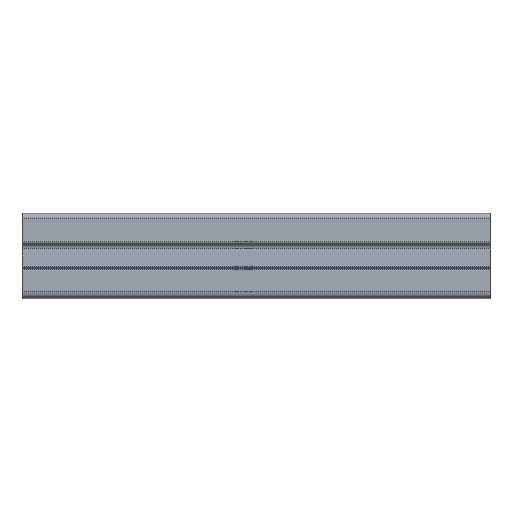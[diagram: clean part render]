
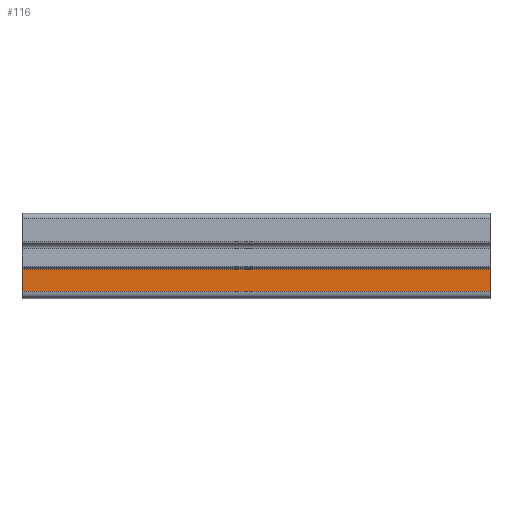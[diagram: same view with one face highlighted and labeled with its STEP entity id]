
A CAD part, left-side view. The second image highlights one B-rep face of the part: STEP entity #116.
In plain terms, the highlighted planar face has unit normal (-1, 0, 0.026).
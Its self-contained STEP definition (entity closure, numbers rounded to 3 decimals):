
#116 = ADVANCED_FACE( '', ( #248 ), #249, .F. );
#248 = FACE_OUTER_BOUND( '', #393, .T. );
#249 = PLANE( '', #394 );
#393 = EDGE_LOOP( '', ( #727, #728, #729, #730 ) );
#394 = AXIS2_PLACEMENT_3D( '', #731, #732, #733 );
#727 = ORIENTED_EDGE( '', *, *, #935, .T. );
#728 = ORIENTED_EDGE( '', *, *, #1054, .F. );
#729 = ORIENTED_EDGE( '', *, *, #1044, .F. );
#730 = ORIENTED_EDGE( '', *, *, #1055, .T. );
#731 = CARTESIAN_POINT( '', ( -3.776, 100., -2.816 ) );
#732 = DIRECTION( '', ( 1., 0., -0.026 ) );
#733 = DIRECTION( '', ( -0.026, 0., -1. ) );
#935 = EDGE_CURVE( '', #1135, #1133, #1136, .T. );
#1044 = EDGE_CURVE( '', #1305, #1307, #1308, .T. );
#1054 = EDGE_CURVE( '', #1307, #1133, #1320, .T. );
#1055 = EDGE_CURVE( '', #1305, #1135, #1321, .T. );
#1133 = VERTEX_POINT( '', #1411 );
#1135 = VERTEX_POINT( '', #1413 );
#1136 = LINE( '', #1414, #1415 );
#1305 = VERTEX_POINT( '', #1637 );
#1307 = VERTEX_POINT( '', #1639 );
#1308 = LINE( '', #1640, #1641 );
#1320 = LINE( '', #1658, #1659 );
#1321 = LINE( '', #1660, #1661 );
#1411 = CARTESIAN_POINT( '', ( -3.776, 0., -2.816 ) );
#1413 = CARTESIAN_POINT( '', ( -3.899, 0., -7.549 ) );
#1414 = CARTESIAN_POINT( '', ( -3.776, 0., -2.816 ) );
#1415 = VECTOR( '', #1746, 1000. );
#1637 = CARTESIAN_POINT( '', ( -3.899, 100., -7.549 ) );
#1639 = CARTESIAN_POINT( '', ( -3.776, 100., -2.816 ) );
#1640 = CARTESIAN_POINT( '', ( -3.776, 100., -2.816 ) );
#1641 = VECTOR( '', #1908, 1000. );
#1658 = CARTESIAN_POINT( '', ( -3.776, 100., -2.816 ) );
#1659 = VECTOR( '', #1920, 1000. );
#1660 = CARTESIAN_POINT( '', ( -3.899, 100., -7.549 ) );
#1661 = VECTOR( '', #1921, 1000. );
#1746 = DIRECTION( '', ( 0.026, 0., 1. ) );
#1908 = DIRECTION( '', ( 0.026, 0., 1. ) );
#1920 = DIRECTION( '', ( 0., -1., 0. ) );
#1921 = DIRECTION( '', ( 0., -1., 0. ) );
